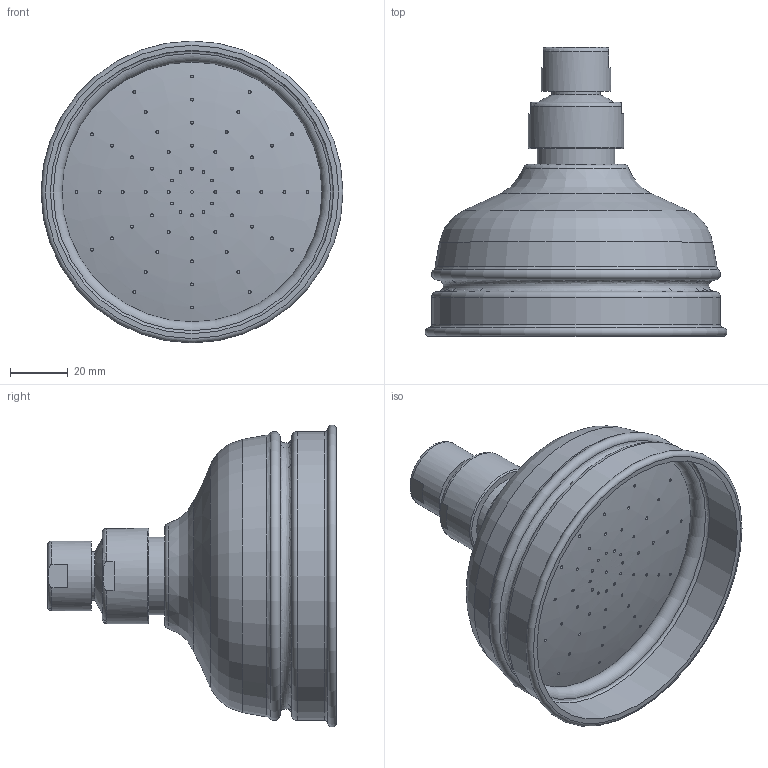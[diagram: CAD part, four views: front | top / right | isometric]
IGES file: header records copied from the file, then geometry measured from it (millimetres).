
Global section: file name: No Iges File Name specified; native system: Autodesk Inventor 2012; preprocessor: AutoDesk Inventor Iges Exporter R2012; author: adaniels; date: 20120413.145610; units: millimetre
Bounding box: 104.5 x 100 x 104.5 mm (x, y, z)
Volume: 244287 mm3; surface area: 41355.6 mm2
Topology: 1 solids, 49 shells, 163 faces, 373 edges, 178 vertices
Faces by surface type: revolution 129, plane 16, torus 9, cylinder 5, cone 2, sphere 1, bspline 1
Full cylindrical faces by diameter (mm): 16.8 x1, 24.2 x1, 27 x1, 33 x1, 100 x1
